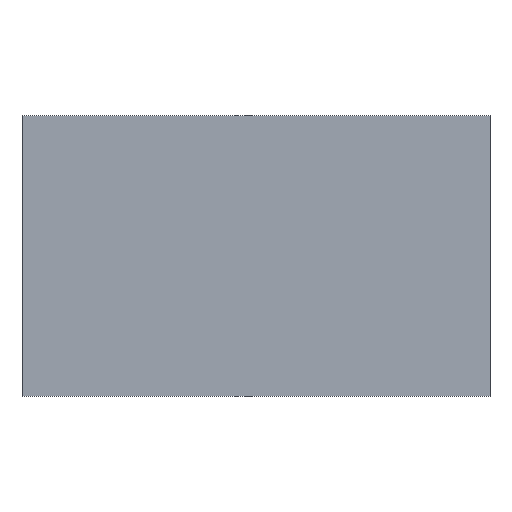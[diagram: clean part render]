
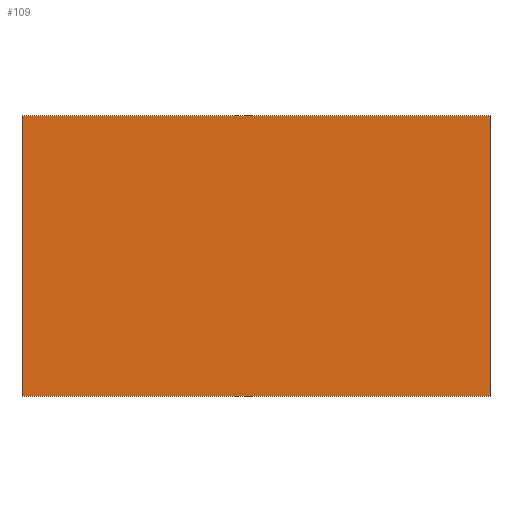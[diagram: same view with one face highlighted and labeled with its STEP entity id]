
A CAD part, left-side view. The second image highlights one B-rep face of the part: STEP entity #109.
In plain terms, the highlighted planar face has unit normal (-1, 0, 0).
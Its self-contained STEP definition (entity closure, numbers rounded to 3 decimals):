
#13=DIRECTION('',(0.,0.,1.));
#14=VECTOR('',#13,6.);
#15=CARTESIAN_POINT('',(0.,0.,-6.));
#16=LINE('',#15,#14);
#17=DIRECTION('',(0.,1.,0.));
#18=VECTOR('',#17,10.);
#19=CARTESIAN_POINT('',(0.,0.,0.));
#20=LINE('',#19,#18);
#21=DIRECTION('',(0.,1.,0.));
#22=VECTOR('',#21,10.);
#23=CARTESIAN_POINT('',(0.,0.,-6.));
#24=LINE('',#23,#22);
#37=DIRECTION('',(0.,0.,1.));
#38=VECTOR('',#37,6.);
#39=CARTESIAN_POINT('',(0.,10.,-6.));
#40=LINE('',#39,#38);
#49=CARTESIAN_POINT('',(0.,0.,0.));
#51=VERTEX_POINT('',#49);
#55=CARTESIAN_POINT('',(0.,0.,-6.));
#56=VERTEX_POINT('',#55);
#57=CARTESIAN_POINT('',(0.,10.,0.));
#59=VERTEX_POINT('',#57);
#63=CARTESIAN_POINT('',(0.,10.,-6.));
#64=VERTEX_POINT('',#63);
#96=CARTESIAN_POINT('',(0.,0.,-6.));
#97=DIRECTION('',(-1.,0.,0.));
#98=DIRECTION('',(0.,0.,1.));
#99=AXIS2_PLACEMENT_3D('',#96,#97,#98);
#100=PLANE('',#99);
#101=ORIENTED_EDGE('',*,*,#76,.F.);
#103=ORIENTED_EDGE('',*,*,#102,.T.);
#105=ORIENTED_EDGE('',*,*,#104,.T.);
#106=ORIENTED_EDGE('',*,*,#87,.F.);
#107=EDGE_LOOP('',(#101,#103,#105,#106));
#108=FACE_OUTER_BOUND('',#107,.F.);
#109=ADVANCED_FACE('',(#108),#100,.T.);
#76=EDGE_CURVE('',#56,#51,#16,.T.);
#87=EDGE_CURVE('',#51,#59,#20,.T.);
#102=EDGE_CURVE('',#56,#64,#24,.T.);
#104=EDGE_CURVE('',#64,#59,#40,.T.);
